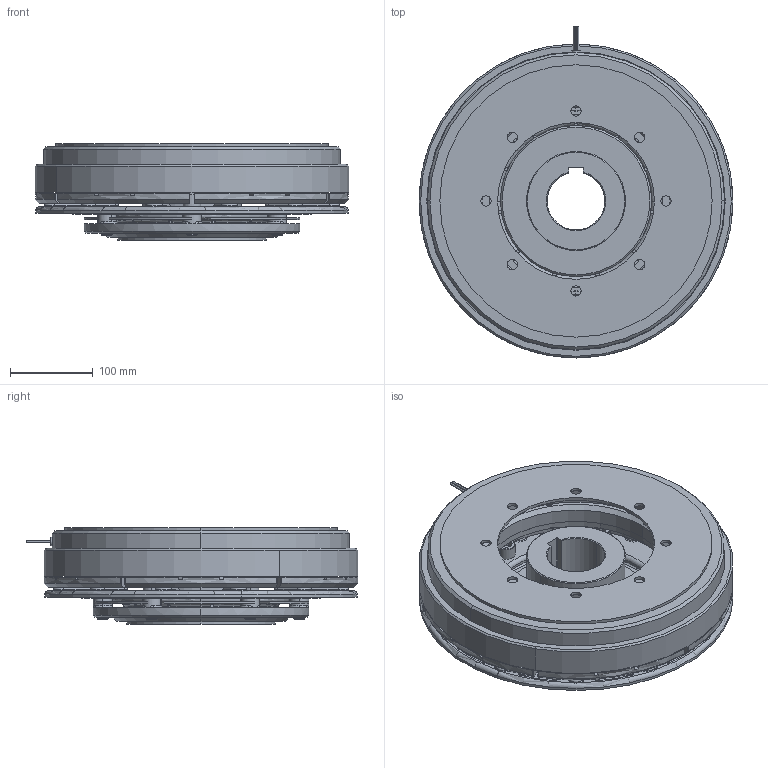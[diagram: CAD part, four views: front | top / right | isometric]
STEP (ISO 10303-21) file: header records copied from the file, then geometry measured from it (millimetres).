
FILE_DESCRIPTION (( 'STEP AP203' ), '1' );
FILE_NAME ('MSB100.STEP', '2017-06-28T04:10:25', ( ' ' ), ( '' ), 'SwSTEP 2.0', 'SolidWorks 2009', '' );
FILE_SCHEMA (( 'CONFIG_CONTROL_DESIGN' ));
Products named in the file (1): MSB100
Bounding box: 380.4 x 402.2 x 117 mm (x, y, z)
Volume: 6499119.1 mm3; surface area: 1081186.4 mm2
Topology: 2 solids, 3 shells, 1612 faces, 4329 edges, 2722 vertices
Faces by surface type: cylinder 741, plane 460, torus 193, cone 146, sphere 48, bspline 24
Entity records: 59319 total; most frequent: CARTESIAN_POINT 18681, DIRECTION 8978, ORIENTED_EDGE 8370, EDGE_CURVE 4185, AXIS2_PLACEMENT_3D 3735, VERTEX_POINT 2674, CIRCLE 2146, EDGE_LOOP 1847
